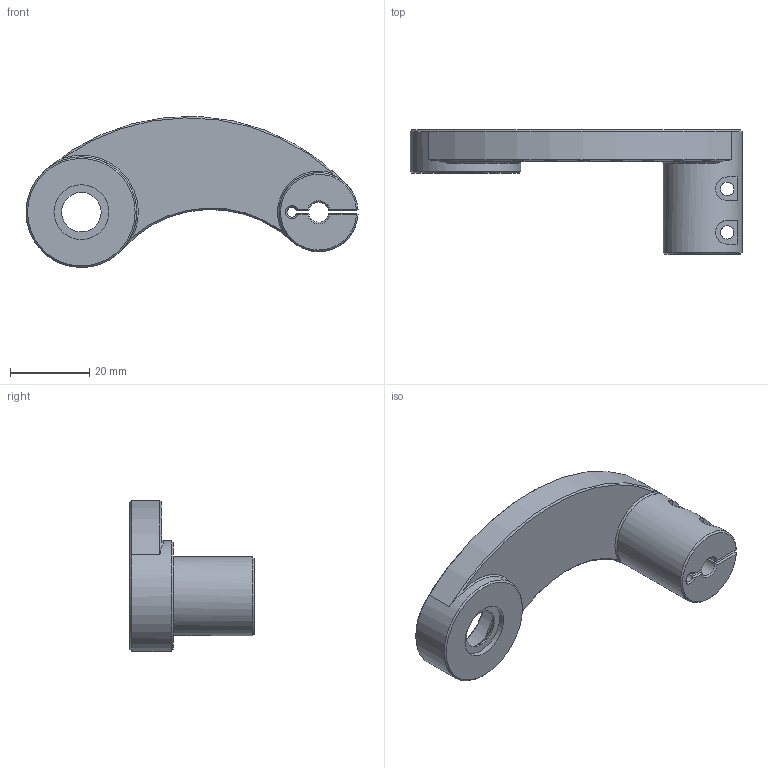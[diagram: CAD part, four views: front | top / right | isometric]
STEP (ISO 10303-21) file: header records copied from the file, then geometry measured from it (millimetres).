
FILE_DESCRIPTION(/* description */ (''),/* implementation_level */ '2;1');
FILE_NAME(/* name */ 'left inner arm.step',/* time_stamp */ '2025-08-26T18:58:02-04:00',/* author */ (''),/* organization */ (''),/* preprocessor_version */ 'ST-DEVELOPER v20.1',/* originating_system */ 'Autodesk Translation Framework v14.10.0.0',/* authorisation */ '');
FILE_SCHEMA (('AUTOMOTIVE_DESIGN { 1 0 10303 214 3 1 1 }'));
Length unit declared in the file: millimetre
Products named in the file (1): left inner arm
Bounding box: 83.98 x 31.4 x 38.2 mm (x, y, z)
Volume: 20891.4 mm3; surface area: 9296.4 mm2
Topology: 1 solids, 1 shells, 94 faces, 228 edges, 141 vertices
Faces by surface type: plane 59, cone 19, cylinder 16
Full cylindrical faces by diameter (mm): 3.4 x4, 10 x1, 13.85 x1, 21.8 x1, 28 x1
Entity records: 2829 total; most frequent: CARTESIAN_POINT 590, DIRECTION 465, ORIENTED_EDGE 456, EDGE_CURVE 228, AXIS2_PLACEMENT_3D 172, VERTEX_POINT 141, LINE 121, VECTOR 121
